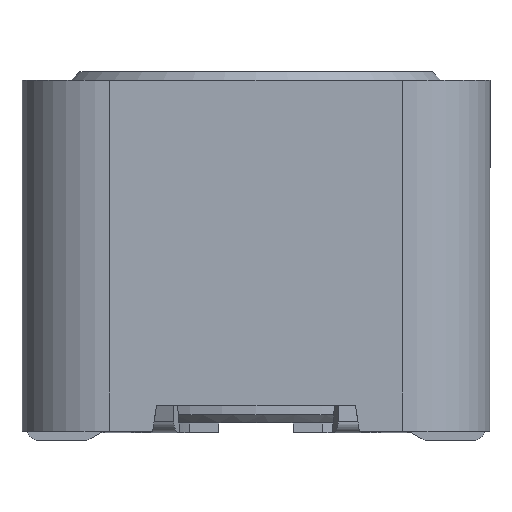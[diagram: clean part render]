
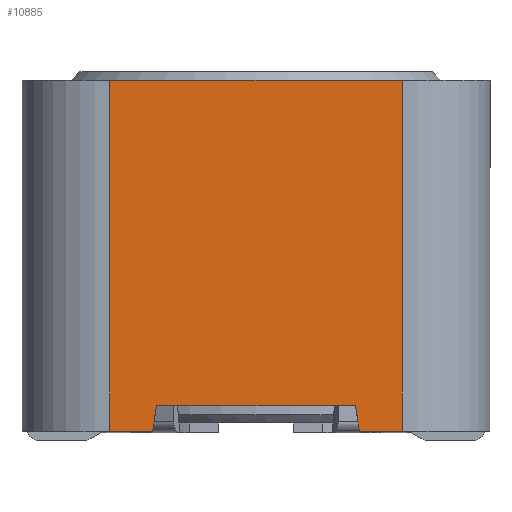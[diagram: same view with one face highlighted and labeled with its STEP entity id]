
A CAD part, front view. The second image highlights one B-rep face of the part: STEP entity #10885.
In plain terms, the highlighted face is planar.
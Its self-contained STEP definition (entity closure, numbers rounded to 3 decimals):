
#596=LINE('',#16121,#1428);
#599=LINE('',#16127,#1431);
#601=LINE('',#16131,#1433);
#603=LINE('',#16152,#1435);
#608=LINE('',#16175,#1440);
#611=LINE('',#16182,#1443);
#618=LINE('',#16196,#1450);
#619=LINE('',#16198,#1451);
#1428=VECTOR('',#12797,1000.);
#1431=VECTOR('',#12802,1000.);
#1433=VECTOR('',#12806,1000.);
#1435=VECTOR('',#12838,1000.);
#1440=VECTOR('',#12859,1000.);
#1443=VECTOR('',#12866,1000.);
#1450=VECTOR('',#12887,1000.);
#1451=VECTOR('',#12890,1000.);
#3094=ORIENTED_EDGE('',*,*,#4860,.F.);
#3095=ORIENTED_EDGE('',*,*,#4862,.F.);
#3096=ORIENTED_EDGE('',*,*,#4857,.F.);
#3097=ORIENTED_EDGE('',*,*,#4898,.T.);
#3098=ORIENTED_EDGE('',*,*,#4884,.F.);
#3099=ORIENTED_EDGE('',*,*,#4888,.F.);
#3100=ORIENTED_EDGE('',*,*,#4874,.T.);
#3101=ORIENTED_EDGE('',*,*,#4899,.T.);
#4857=EDGE_CURVE('',#5850,#5851,#596,.T.);
#4860=EDGE_CURVE('',#5852,#5853,#599,.T.);
#4862=EDGE_CURVE('',#5851,#5852,#601,.T.);
#4874=EDGE_CURVE('',#5855,#5857,#603,.T.);
#4884=EDGE_CURVE('',#5866,#5868,#608,.T.);
#4888=EDGE_CURVE('',#5855,#5866,#611,.T.);
#4898=EDGE_CURVE('',#5850,#5868,#618,.T.);
#4899=EDGE_CURVE('',#5857,#5853,#619,.T.);
#5850=VERTEX_POINT('',#16120);
#5851=VERTEX_POINT('',#16122);
#5852=VERTEX_POINT('',#16126);
#5853=VERTEX_POINT('',#16128);
#5855=VERTEX_POINT('',#16147);
#5857=VERTEX_POINT('',#16151);
#5866=VERTEX_POINT('',#16173);
#5868=VERTEX_POINT('',#16176);
#6696=EDGE_LOOP('',(#3094,#3095,#3096,#3097,#3098,#3099,#3100,#3101));
#7176=FACE_BOUND('',#6696,.T.);
#7544=PLANE('',#11412);
#10885=ADVANCED_FACE('',(#7176),#7544,.F.);
#11412=AXIS2_PLACEMENT_3D('',#16197,#12888,#12889);
#12797=DIRECTION('',(0.,-0.152,0.988));
#12802=DIRECTION('',(0.,-0.152,-0.988));
#12806=DIRECTION('',(0.,-1.,0.));
#12838=DIRECTION('',(0.,0.,-1.));
#12859=DIRECTION('',(0.,0.,-1.));
#12866=DIRECTION('',(0.,1.,0.));
#12887=DIRECTION('',(0.,1.,0.));
#12888=DIRECTION('',(-1.,0.,0.));
#12889=DIRECTION('',(0.,0.,1.));
#12890=DIRECTION('',(0.,1.,0.));
#16120=CARTESIAN_POINT('',(6.,2.65,0.04));
#16121=CARTESIAN_POINT('',(6.,1.097,10.132));
#16122=CARTESIAN_POINT('',(6.,2.55,0.69));
#16126=CARTESIAN_POINT('',(6.,-2.55,0.69));
#16127=CARTESIAN_POINT('',(6.,-1.375,8.328));
#16128=CARTESIAN_POINT('',(6.,-2.65,0.04));
#16131=CARTESIAN_POINT('',(6.,-6.,0.69));
#16147=CARTESIAN_POINT('',(6.,-3.75,9.04));
#16151=CARTESIAN_POINT('',(6.,-3.75,0.04));
#16152=CARTESIAN_POINT('',(6.,-3.75,9.04));
#16173=CARTESIAN_POINT('',(6.,3.75,9.04));
#16175=CARTESIAN_POINT('',(6.,3.75,9.04));
#16176=CARTESIAN_POINT('',(6.,3.75,0.04));
#16182=CARTESIAN_POINT('',(6.,-6.,9.04));
#16196=CARTESIAN_POINT('',(6.,-6.,0.04));
#16197=CARTESIAN_POINT('',(6.,-6.,9.04));
#16198=CARTESIAN_POINT('',(6.,-6.,0.04));
